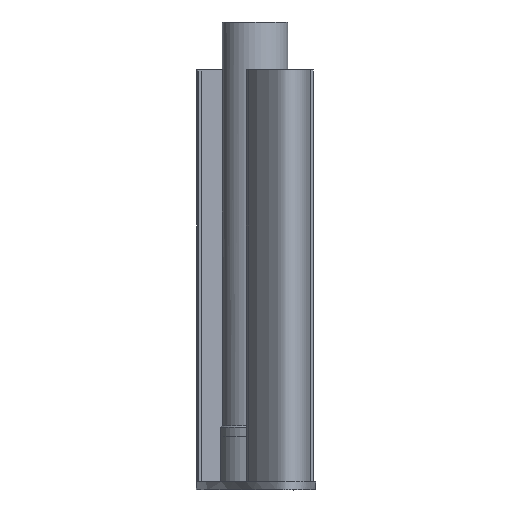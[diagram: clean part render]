
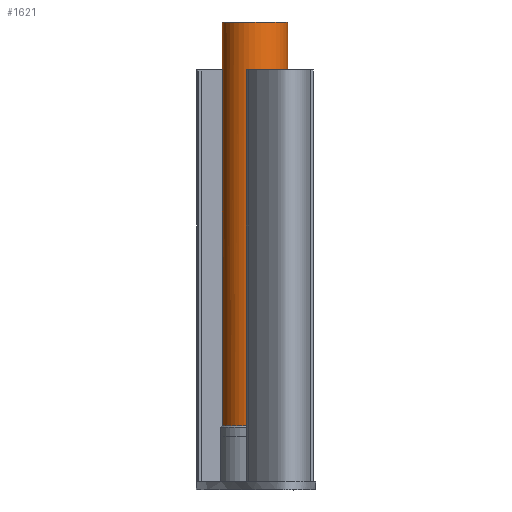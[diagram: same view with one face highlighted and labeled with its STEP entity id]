
A CAD part, left-side view. The second image highlights one B-rep face of the part: STEP entity #1621.
In plain terms, the highlighted cylindrical face has radius 11.75 mm (diameter 23.5 mm), a full revolution.
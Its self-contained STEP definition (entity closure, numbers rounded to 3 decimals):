
#168=CYLINDRICAL_SURFACE('',#1752,11.75);
#210=FACE_OUTER_BOUND('',#307,.T.);
#307=EDGE_LOOP('',(#1288,#1289,#1290,#1291,#1292,#1293,#1294,#1295,#1296,
#1297,#1298,#1299));
#443=LINE('',#2980,#587);
#444=LINE('',#3046,#588);
#447=LINE('',#3053,#591);
#448=LINE('',#3056,#592);
#449=LINE('',#3059,#593);
#587=VECTOR('',#1999,10.);
#588=VECTOR('',#2004,10.);
#591=VECTOR('',#2011,11.75);
#592=VECTOR('',#2014,10.);
#593=VECTOR('',#2017,10.);
#660=CIRCLE('',#1695,11.75);
#661=CIRCLE('',#1696,11.75);
#664=CIRCLE('',#1701,11.75);
#686=CIRCLE('',#1753,11.75);
#687=CIRCLE('',#1754,11.75);
#688=CIRCLE('',#1755,11.75);
#699=VERTEX_POINT('',#2176);
#702=VERTEX_POINT('',#2183);
#703=VERTEX_POINT('',#2187);
#706=VERTEX_POINT('',#2197);
#709=VERTEX_POINT('',#2202);
#785=VERTEX_POINT('',#2978);
#786=VERTEX_POINT('',#3045);
#788=VERTEX_POINT('',#3051);
#789=VERTEX_POINT('',#3055);
#790=VERTEX_POINT('',#3057);
#861=EDGE_CURVE('',#703,#702,#660,.T.);
#862=EDGE_CURVE('',#699,#703,#661,.T.);
#869=EDGE_CURVE('',#706,#709,#664,.T.);
#974=EDGE_CURVE('',#702,#785,#443,.T.);
#976=EDGE_CURVE('',#786,#706,#444,.T.);
#979=EDGE_CURVE('',#788,#788,#686,.T.);
#980=EDGE_CURVE('',#788,#703,#447,.T.);
#981=EDGE_CURVE('',#786,#785,#687,.T.);
#982=EDGE_CURVE('',#709,#789,#448,.T.);
#983=EDGE_CURVE('',#790,#789,#688,.T.);
#984=EDGE_CURVE('',#790,#699,#449,.T.);
#1288=ORIENTED_EDGE('',*,*,#979,.F.);
#1289=ORIENTED_EDGE('',*,*,#980,.T.);
#1290=ORIENTED_EDGE('',*,*,#861,.T.);
#1291=ORIENTED_EDGE('',*,*,#974,.T.);
#1292=ORIENTED_EDGE('',*,*,#981,.F.);
#1293=ORIENTED_EDGE('',*,*,#976,.T.);
#1294=ORIENTED_EDGE('',*,*,#869,.T.);
#1295=ORIENTED_EDGE('',*,*,#982,.T.);
#1296=ORIENTED_EDGE('',*,*,#983,.F.);
#1297=ORIENTED_EDGE('',*,*,#984,.T.);
#1298=ORIENTED_EDGE('',*,*,#862,.T.);
#1299=ORIENTED_EDGE('',*,*,#980,.F.);
#1621=ADVANCED_FACE('',(#210),#168,.T.);
#1695=AXIS2_PLACEMENT_3D('',#2188,#1816,#1817);
#1696=AXIS2_PLACEMENT_3D('',#2189,#1818,#1819);
#1701=AXIS2_PLACEMENT_3D('',#2204,#1832,#1833);
#1752=AXIS2_PLACEMENT_3D('',#3050,#2007,#2008);
#1753=AXIS2_PLACEMENT_3D('',#3052,#2009,#2010);
#1754=AXIS2_PLACEMENT_3D('',#3054,#2012,#2013);
#1755=AXIS2_PLACEMENT_3D('',#3058,#2015,#2016);
#1816=DIRECTION('center_axis',(0.,0.,1.));
#1817=DIRECTION('ref_axis',(1.,0.,0.));
#1818=DIRECTION('center_axis',(0.,0.,1.));
#1819=DIRECTION('ref_axis',(1.,0.,0.));
#1832=DIRECTION('center_axis',(0.,0.,1.));
#1833=DIRECTION('ref_axis',(1.,0.,0.));
#1999=DIRECTION('',(0.,0.,1.));
#2004=DIRECTION('',(0.,0.,-1.));
#2007=DIRECTION('center_axis',(0.,0.,1.));
#2008=DIRECTION('ref_axis',(1.,0.,0.));
#2009=DIRECTION('center_axis',(0.,0.,1.));
#2010=DIRECTION('ref_axis',(-1.,0.,0.));
#2011=DIRECTION('',(0.,0.,-1.));
#2012=DIRECTION('center_axis',(0.,0.,-1.));
#2013=DIRECTION('ref_axis',(-1.,0.,0.));
#2014=DIRECTION('',(0.,0.,1.));
#2015=DIRECTION('center_axis',(0.,0.,-1.));
#2016=DIRECTION('ref_axis',(-1.,0.,0.));
#2017=DIRECTION('',(0.,0.,-1.));
#2176=CARTESIAN_POINT('',(97.451,21.877,26.));
#2183=CARTESIAN_POINT('',(97.462,-1.532,26.));
#2187=CARTESIAN_POINT('',(86.739,10.173,26.));
#2188=CARTESIAN_POINT('Origin',(98.489,10.173,26.));
#2189=CARTESIAN_POINT('Origin',(98.489,10.173,26.));
#2197=CARTESIAN_POINT('',(98.448,-1.577,26.));
#2202=CARTESIAN_POINT('',(98.489,21.923,26.));
#2204=CARTESIAN_POINT('Origin',(98.489,10.173,26.));
#2978=CARTESIAN_POINT('',(97.462,-1.532,153.));
#2980=CARTESIAN_POINT('',(97.462,-1.532,2.));
#3045=CARTESIAN_POINT('',(98.448,-1.577,153.));
#3046=CARTESIAN_POINT('',(98.448,-1.577,2.));
#3050=CARTESIAN_POINT('Origin',(98.489,10.173,2.));
#3051=CARTESIAN_POINT('',(86.739,10.173,170.));
#3052=CARTESIAN_POINT('Origin',(98.489,10.173,170.));
#3053=CARTESIAN_POINT('',(86.739,10.173,2.));
#3054=CARTESIAN_POINT('Origin',(98.489,10.173,153.));
#3055=CARTESIAN_POINT('',(98.489,21.923,153.));
#3056=CARTESIAN_POINT('',(98.489,21.923,2.));
#3057=CARTESIAN_POINT('',(97.451,21.877,153.));
#3058=CARTESIAN_POINT('Origin',(98.489,10.173,153.));
#3059=CARTESIAN_POINT('',(97.451,21.877,2.));
